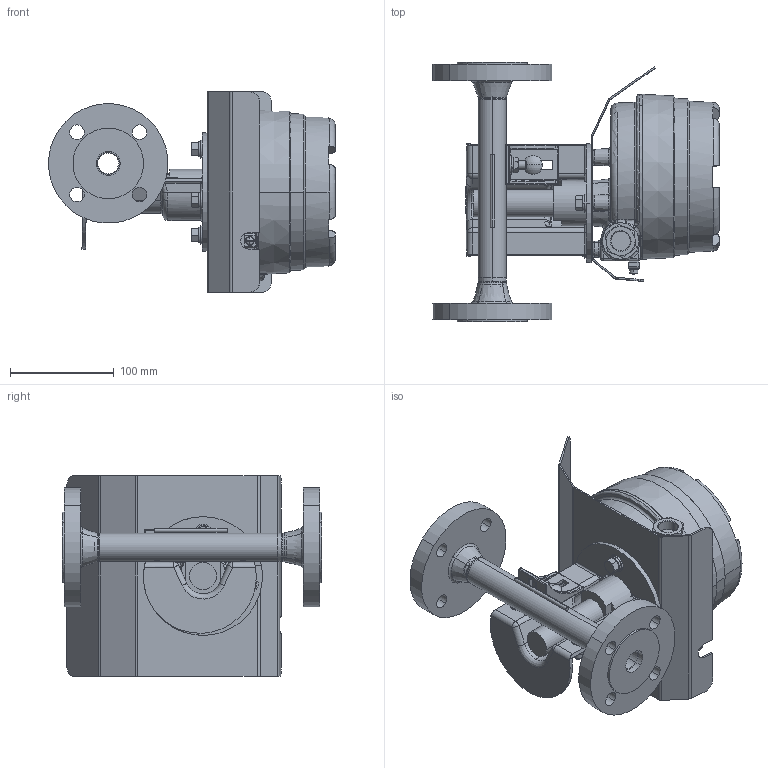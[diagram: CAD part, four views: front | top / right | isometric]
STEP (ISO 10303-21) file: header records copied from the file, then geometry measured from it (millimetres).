
FILE_DESCRIPTION (( 'STEP AP203' ), '1' );
FILE_NAME ('3809G-B-C-07-J-0.STEP', '2022-01-06T20:36:40', ( '' ), ( '' ), 'SwSTEP 2.0', 'SolidWorks 2020', '' );
FILE_SCHEMA (( 'CONFIG_CONTROL_DESIGN' ));
Length unit declared in the file: inch
Products named in the file (1): 3809G-B-C-07-J-0
Bounding box: 275.85 x 250 x 192.53 mm (x, y, z)
Volume: 2926000.7 mm3; surface area: 470614.9 mm2
Topology: 49 solids, 49 shells, 1170 faces, 2654 edges, 1568 vertices
Faces by surface type: cylinder 387, plane 351, cone 189, bspline 113, torus 80, sphere 50
Entity records: 39679 total; most frequent: CARTESIAN_POINT 14134, DIRECTION 5415, ORIENTED_EDGE 5192, EDGE_CURVE 2596, AXIS2_PLACEMENT_3D 2213, VERTEX_POINT 1568, EDGE_LOOP 1300, FACE_OUTER_BOUND 1170
